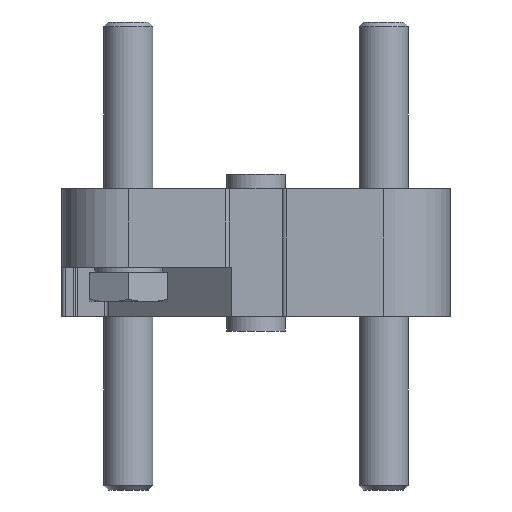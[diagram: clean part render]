
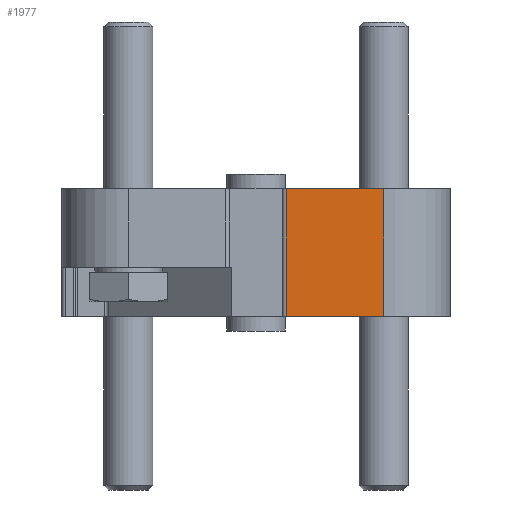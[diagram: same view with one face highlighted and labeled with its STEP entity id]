
A CAD part, front view. The second image highlights one B-rep face of the part: STEP entity #1977.
In plain terms, the highlighted planar face has unit normal (0, -1, 0).
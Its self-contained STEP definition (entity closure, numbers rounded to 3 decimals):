
#399=ORIENTED_EDGE('',*,*,#920,.T.);
#400=ORIENTED_EDGE('',*,*,#921,.F.);
#401=ORIENTED_EDGE('',*,*,#893,.F.);
#402=ORIENTED_EDGE('',*,*,#919,.T.);
#893=EDGE_CURVE('',#1139,#1140,#1327,.T.);
#919=EDGE_CURVE('',#1139,#1161,#1341,.T.);
#920=EDGE_CURVE('',#1161,#1162,#1342,.T.);
#921=EDGE_CURVE('',#1140,#1162,#1343,.T.);
#1139=VERTEX_POINT('',#3174);
#1140=VERTEX_POINT('',#3176);
#1161=VERTEX_POINT('',#3224);
#1162=VERTEX_POINT('',#3228);
#1327=LINE('',#3175,#1497);
#1341=LINE('',#3225,#1511);
#1342=LINE('',#3227,#1512);
#1343=LINE('',#3229,#1513);
#1497=VECTOR('',#2549,1000.);
#1511=VECTOR('',#2591,1000.);
#1512=VECTOR('',#2594,1000.);
#1513=VECTOR('',#2595,1000.);
#1622=EDGE_LOOP('',(#399,#400,#401,#402));
#1770=FACE_BOUND('',#1622,.T.);
#1898=PLANE('',#2182);
#1977=ADVANCED_FACE('',(#1770),#1898,.F.);
#2182=AXIS2_PLACEMENT_3D('',#3226,#2592,#2593);
#2549=DIRECTION('',(0.,0.,-1.));
#2591=DIRECTION('',(-1.,0.,0.));
#2592=DIRECTION('',(0.,1.,0.));
#2593=DIRECTION('',(0.,0.,1.));
#2594=DIRECTION('',(0.,0.,-1.));
#2595=DIRECTION('',(-1.,0.,0.));
#3174=CARTESIAN_POINT('',(13.,-19.8,13.));
#3175=CARTESIAN_POINT('',(13.,-19.8,13.));
#3176=CARTESIAN_POINT('',(13.,-19.8,3.1));
#3224=CARTESIAN_POINT('',(0.,-19.8,13.));
#3225=CARTESIAN_POINT('',(13.,-19.8,13.));
#3226=CARTESIAN_POINT('',(13.,-19.8,13.));
#3227=CARTESIAN_POINT('',(0.,-19.8,13.));
#3228=CARTESIAN_POINT('',(0.,-19.8,3.1));
#3229=CARTESIAN_POINT('',(13.,-19.8,3.1));
